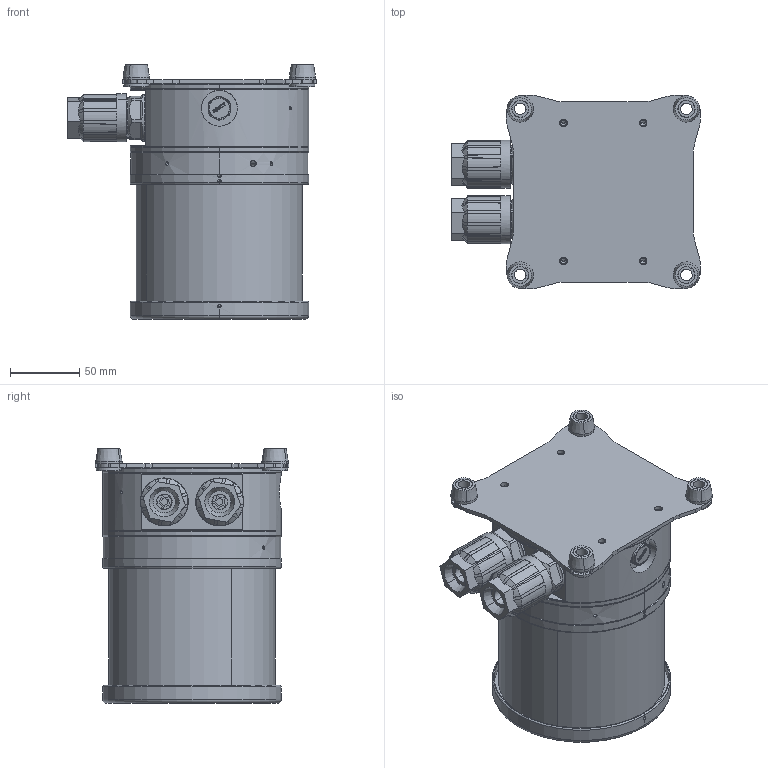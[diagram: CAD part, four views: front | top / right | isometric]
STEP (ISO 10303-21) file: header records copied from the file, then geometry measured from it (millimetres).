
FILE_DESCRIPTION (( 'STEP AP214' ), '1' );
FILE_NAME ('TEF2880 Duplex.STEP', '2025-01-24T10:04:10', ( '' ), ( '' ), 'SwSTEP 2.0', 'SolidWorks 2022', '' );
FILE_SCHEMA (( 'AUTOMOTIVE_DESIGN' ));
Length unit declared in the file: millimetre
Products named in the file (1): TEF2880 Duplex
Bounding box: 179.5 x 140 x 184 mm (x, y, z)
Volume: 665860.3 mm3; surface area: 339485.6 mm2
Topology: 20 solids, 20 shells, 1705 faces, 4530 edges, 2929 vertices
Faces by surface type: plane 818, cylinder 604, cone 213, bspline 64, torus 6
Entity records: 76360 total; most frequent: CARTESIAN_POINT 15405, ORIENTED_EDGE 8954, DIRECTION 8458, EDGE_CURVE 4477, AXIS2_PLACEMENT_3D 2970, VERTEX_POINT 2929, LINE 2518, VECTOR 2518
